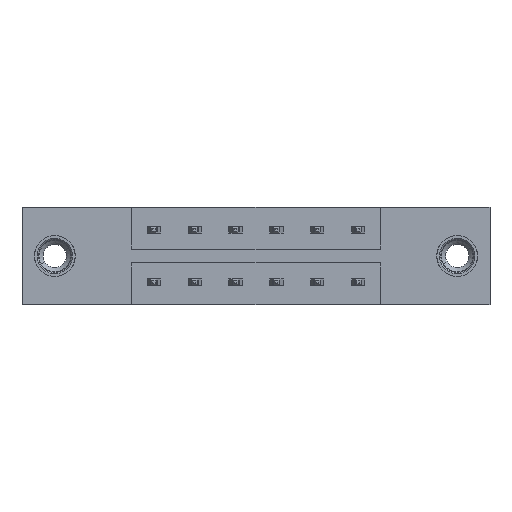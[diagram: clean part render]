
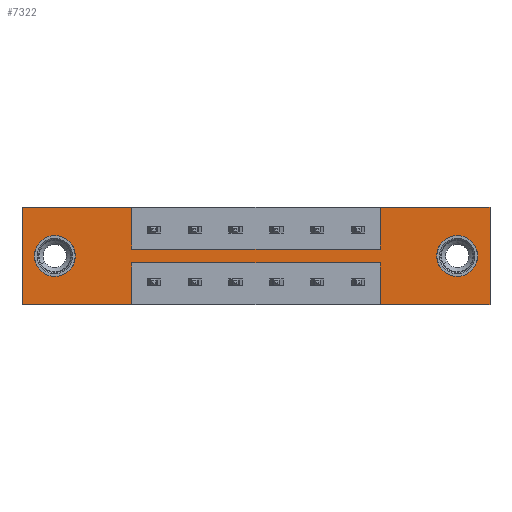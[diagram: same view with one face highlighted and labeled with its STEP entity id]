
A CAD part, front view. The second image highlights one B-rep face of the part: STEP entity #7322.
In plain terms, the highlighted planar face has unit normal (0, -1, 0).
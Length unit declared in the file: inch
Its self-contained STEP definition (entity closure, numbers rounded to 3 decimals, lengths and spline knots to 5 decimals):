
#121 = EDGE_LOOP ( 'NONE', ( #3658, #5758 ) ) ;
#146 = EDGE_CURVE ( 'NONE', #4227, #3154, #4983, .T. ) ;
#186 = CARTESIAN_POINT ( 'NONE',  ( 1.3665, 0., -0.2115 ) ) ;
#294 = CARTESIAN_POINT ( 'NONE',  ( 0., 0., 0. ) ) ;
#320 = ORIENTED_EDGE ( 'NONE', *, *, #4214, .T. ) ;
#411 = CARTESIAN_POINT ( 'NONE',  ( 0.4175, 0., -0.2115 ) ) ;
#454 = DIRECTION ( 'NONE',  ( 0., 1., 0. ) ) ;
#474 = CARTESIAN_POINT ( 'NONE',  ( 0., 0., -0.37 ) ) ;
#484 = FACE_BOUND ( 'NONE', #4229, .T. ) ;
#640 = CARTESIAN_POINT ( 'NONE',  ( 0.125, 0., -0.107 ) ) ;
#747 = ORIENTED_EDGE ( 'NONE', *, *, #8930, .F. ) ;
#803 = CARTESIAN_POINT ( 'NONE',  ( 0.4175, 0., -0.1585 ) ) ;
#815 = AXIS2_PLACEMENT_3D ( 'NONE', #4377, #7396, #1413 ) ;
#964 = CIRCLE ( 'NONE', #815, 0.078 ) ;
#990 = VERTEX_POINT ( 'NONE', #3201 ) ;
#1073 = VECTOR ( 'NONE', #9676, 39.37008 ) ;
#1180 = VERTEX_POINT ( 'NONE', #7258 ) ;
#1254 = VERTEX_POINT ( 'NONE', #8900 ) ;
#1267 = PLANE ( 'NONE',  #2554 ) ;
#1278 = EDGE_CURVE ( 'NONE', #1640, #2155, #1379, .T. ) ;
#1342 = VERTEX_POINT ( 'NONE', #5135 ) ;
#1367 = FACE_OUTER_BOUND ( 'NONE', #8794, .T. ) ;
#1379 = LINE ( 'NONE', #5325, #1073 ) ;
#1388 = ORIENTED_EDGE ( 'NONE', *, *, #8813, .F. ) ;
#1413 = DIRECTION ( 'NONE',  ( 0., 0., -1. ) ) ;
#1419 = DIRECTION ( 'NONE',  ( 0., 0., 1. ) ) ;
#1446 = EDGE_CURVE ( 'NONE', #1978, #1180, #3094, .T. ) ;
#1640 = VERTEX_POINT ( 'NONE', #4935 ) ;
#1826 = LINE ( 'NONE', #1975, #9174 ) ;
#1873 = AXIS2_PLACEMENT_3D ( 'NONE', #6330, #454, #3458 ) ;
#1912 = DIRECTION ( 'NONE',  ( -1., 0., 0. ) ) ;
#1965 = CARTESIAN_POINT ( 'NONE',  ( 1.784, 0., 0. ) ) ;
#1975 = CARTESIAN_POINT ( 'NONE',  ( 0.4175, 0., -0.2115 ) ) ;
#1978 = VERTEX_POINT ( 'NONE', #4772 ) ;
#1994 = CARTESIAN_POINT ( 'NONE',  ( 0., 0., -0.37 ) ) ;
#2010 = EDGE_CURVE ( 'NONE', #7220, #4227, #6294, .T. ) ;
#2129 = LINE ( 'NONE', #803, #5538 ) ;
#2155 = VERTEX_POINT ( 'NONE', #8235 ) ;
#2164 = ORIENTED_EDGE ( 'NONE', *, *, #1446, .F. ) ;
#2306 = DIRECTION ( 'NONE',  ( 1., 0., 0. ) ) ;
#2373 = VECTOR ( 'NONE', #4968, 39.37008 ) ;
#2405 = CARTESIAN_POINT ( 'NONE',  ( 0., 0., 0. ) ) ;
#2473 = CARTESIAN_POINT ( 'NONE',  ( 1.659, 0., -0.107 ) ) ;
#2554 = AXIS2_PLACEMENT_3D ( 'NONE', #1994, #5076, #7964 ) ;
#2671 = CARTESIAN_POINT ( 'NONE',  ( 0., 0., -0.37 ) ) ;
#2855 = VECTOR ( 'NONE', #1912, 39.37008 ) ;
#2987 = LINE ( 'NONE', #186, #6364 ) ;
#3047 = VERTEX_POINT ( 'NONE', #640 ) ;
#3069 = DIRECTION ( 'NONE',  ( 1., 0., 0. ) ) ;
#3094 = LINE ( 'NONE', #294, #7747 ) ;
#3154 = VERTEX_POINT ( 'NONE', #8319 ) ;
#3176 = EDGE_CURVE ( 'NONE', #1180, #1640, #5379, .T. ) ;
#3201 = CARTESIAN_POINT ( 'NONE',  ( 1.3665, 0., -0.1585 ) ) ;
#3230 = DIRECTION ( 'NONE',  ( 0., 0., 1. ) ) ;
#3458 = DIRECTION ( 'NONE',  ( 0., 0., 1. ) ) ;
#3464 = CIRCLE ( 'NONE', #1873, 0.078 ) ;
#3658 = ORIENTED_EDGE ( 'NONE', *, *, #6344, .T. ) ;
#3670 = CIRCLE ( 'NONE', #7138, 0.078 ) ;
#3686 = ORIENTED_EDGE ( 'NONE', *, *, #6461, .F. ) ;
#3982 = EDGE_CURVE ( 'NONE', #3154, #1342, #4335, .T. ) ;
#4066 = ORIENTED_EDGE ( 'NONE', *, *, #5743, .F. ) ;
#4126 = DIRECTION ( 'NONE',  ( 0., 0., -1. ) ) ;
#4150 = VECTOR ( 'NONE', #1419, 39.37008 ) ;
#4214 = EDGE_CURVE ( 'NONE', #3047, #5495, #3464, .T. ) ;
#4227 = VERTEX_POINT ( 'NONE', #1965 ) ;
#4229 = EDGE_LOOP ( 'NONE', ( #320, #6596 ) ) ;
#4335 = LINE ( 'NONE', #474, #4556 ) ;
#4374 = DIRECTION ( 'NONE',  ( -1., 0., 0. ) ) ;
#4377 = CARTESIAN_POINT ( 'NONE',  ( 1.659, 0., -0.185 ) ) ;
#4556 = VECTOR ( 'NONE', #4374, 39.37008 ) ;
#4590 = CIRCLE ( 'NONE', #6804, 0.078 ) ;
#4603 = VECTOR ( 'NONE', #6412, 39.37008 ) ;
#4634 = DIRECTION ( 'NONE',  ( 0., 1., 0. ) ) ;
#4661 = CARTESIAN_POINT ( 'NONE',  ( 1.659, 0., -0.185 ) ) ;
#4707 = DIRECTION ( 'NONE',  ( 0., 0., -1. ) ) ;
#4772 = CARTESIAN_POINT ( 'NONE',  ( 0., 0., -0.37 ) ) ;
#4935 = CARTESIAN_POINT ( 'NONE',  ( 0.4175, 0., 0. ) ) ;
#4968 = DIRECTION ( 'NONE',  ( -1., 0., 0. ) ) ;
#4983 = LINE ( 'NONE', #5158, #4603 ) ;
#5011 = CARTESIAN_POINT ( 'NONE',  ( 0.125, 0., -0.263 ) ) ;
#5014 = DIRECTION ( 'NONE',  ( 1., 0., 0. ) ) ;
#5076 = DIRECTION ( 'NONE',  ( 0., -1., 0. ) ) ;
#5135 = CARTESIAN_POINT ( 'NONE',  ( 1.3665, 0., -0.37 ) ) ;
#5158 = CARTESIAN_POINT ( 'NONE',  ( 1.784, 0., 0. ) ) ;
#5325 = CARTESIAN_POINT ( 'NONE',  ( 0.4175, 0., -0.1585 ) ) ;
#5375 = CARTESIAN_POINT ( 'NONE',  ( 0.125, 0., -0.185 ) ) ;
#5379 = LINE ( 'NONE', #2405, #5502 ) ;
#5488 = LINE ( 'NONE', #411, #2855 ) ;
#5495 = VERTEX_POINT ( 'NONE', #5011 ) ;
#5502 = VECTOR ( 'NONE', #2306, 39.37008 ) ;
#5538 = VECTOR ( 'NONE', #3069, 39.37008 ) ;
#5743 = EDGE_CURVE ( 'NONE', #2155, #990, #2129, .T. ) ;
#5748 = LINE ( 'NONE', #2671, #2373 ) ;
#5758 = ORIENTED_EDGE ( 'NONE', *, *, #7449, .T. ) ;
#5880 = CARTESIAN_POINT ( 'NONE',  ( 1.3665, 0., -0.2115 ) ) ;
#6214 = ORIENTED_EDGE ( 'NONE', *, *, #146, .F. ) ;
#6219 = DIRECTION ( 'NONE',  ( 0., 0., 1. ) ) ;
#6294 = LINE ( 'NONE', #9398, #8225 ) ;
#6330 = CARTESIAN_POINT ( 'NONE',  ( 0.125, 0., -0.185 ) ) ;
#6344 = EDGE_CURVE ( 'NONE', #9404, #1254, #964, .T. ) ;
#6364 = VECTOR ( 'NONE', #3230, 39.37008 ) ;
#6412 = DIRECTION ( 'NONE',  ( 0., 0., -1. ) ) ;
#6419 = CARTESIAN_POINT ( 'NONE',  ( 0.4175, 0., -0.37 ) ) ;
#6461 = EDGE_CURVE ( 'NONE', #7348, #1978, #5748, .T. ) ;
#6471 = EDGE_CURVE ( 'NONE', #7024, #7348, #1826, .T. ) ;
#6596 = ORIENTED_EDGE ( 'NONE', *, *, #7173, .T. ) ;
#6750 = LINE ( 'NONE', #8390, #4150 ) ;
#6760 = DIRECTION ( 'NONE',  ( 0., 0., 1. ) ) ;
#6804 = AXIS2_PLACEMENT_3D ( 'NONE', #4661, #6977, #4707 ) ;
#6955 = VERTEX_POINT ( 'NONE', #5880 ) ;
#6977 = DIRECTION ( 'NONE',  ( 0., 1., 0. ) ) ;
#7015 = ORIENTED_EDGE ( 'NONE', *, *, #1278, .F. ) ;
#7024 = VERTEX_POINT ( 'NONE', #7214 ) ;
#7138 = AXIS2_PLACEMENT_3D ( 'NONE', #5375, #4634, #6760 ) ;
#7173 = EDGE_CURVE ( 'NONE', #5495, #3047, #3670, .T. ) ;
#7214 = CARTESIAN_POINT ( 'NONE',  ( 0.4175, 0., -0.2115 ) ) ;
#7220 = VERTEX_POINT ( 'NONE', #8454 ) ;
#7250 = FACE_BOUND ( 'NONE', #121, .T. ) ;
#7258 = CARTESIAN_POINT ( 'NONE',  ( 0., 0., 0. ) ) ;
#7322 = ADVANCED_FACE ( 'NONE', ( #7250, #484, #1367 ), #1267, .T. ) ;
#7348 = VERTEX_POINT ( 'NONE', #6419 ) ;
#7396 = DIRECTION ( 'NONE',  ( 0., 1., 0. ) ) ;
#7438 = ORIENTED_EDGE ( 'NONE', *, *, #3982, .F. ) ;
#7449 = EDGE_CURVE ( 'NONE', #1254, #9404, #4590, .T. ) ;
#7747 = VECTOR ( 'NONE', #6219, 39.37008 ) ;
#7955 = ORIENTED_EDGE ( 'NONE', *, *, #2010, .F. ) ;
#7964 = DIRECTION ( 'NONE',  ( 0., 0., -1. ) ) ;
#8169 = EDGE_CURVE ( 'NONE', #6955, #7024, #5488, .T. ) ;
#8225 = VECTOR ( 'NONE', #5014, 39.37008 ) ;
#8235 = CARTESIAN_POINT ( 'NONE',  ( 0.4175, 0., -0.1585 ) ) ;
#8319 = CARTESIAN_POINT ( 'NONE',  ( 1.784, 0., -0.37 ) ) ;
#8390 = CARTESIAN_POINT ( 'NONE',  ( 1.3665, 0., -0.1585 ) ) ;
#8454 = CARTESIAN_POINT ( 'NONE',  ( 1.3665, 0., 0. ) ) ;
#8794 = EDGE_LOOP ( 'NONE', ( #747, #7438, #6214, #7955, #1388, #4066, #7015, #9422, #2164, #3686, #9636, #8823 ) ) ;
#8813 = EDGE_CURVE ( 'NONE', #990, #7220, #6750, .T. ) ;
#8823 = ORIENTED_EDGE ( 'NONE', *, *, #8169, .F. ) ;
#8900 = CARTESIAN_POINT ( 'NONE',  ( 1.659, 0., -0.263 ) ) ;
#8930 = EDGE_CURVE ( 'NONE', #1342, #6955, #2987, .T. ) ;
#9174 = VECTOR ( 'NONE', #4126, 39.37008 ) ;
#9398 = CARTESIAN_POINT ( 'NONE',  ( 0., 0., 0. ) ) ;
#9404 = VERTEX_POINT ( 'NONE', #2473 ) ;
#9422 = ORIENTED_EDGE ( 'NONE', *, *, #3176, .F. ) ;
#9636 = ORIENTED_EDGE ( 'NONE', *, *, #6471, .F. ) ;
#9676 = DIRECTION ( 'NONE',  ( 0., 0., -1. ) ) ;
